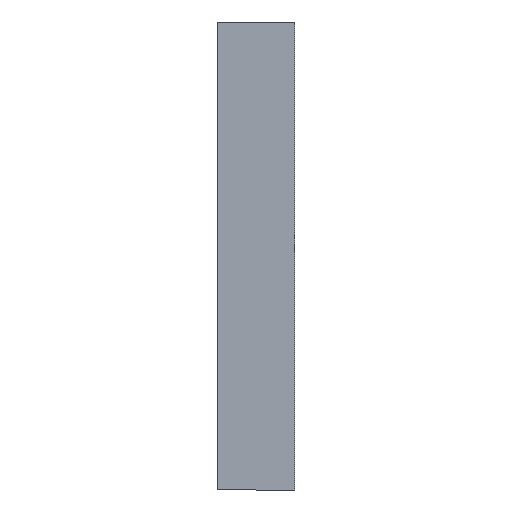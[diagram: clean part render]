
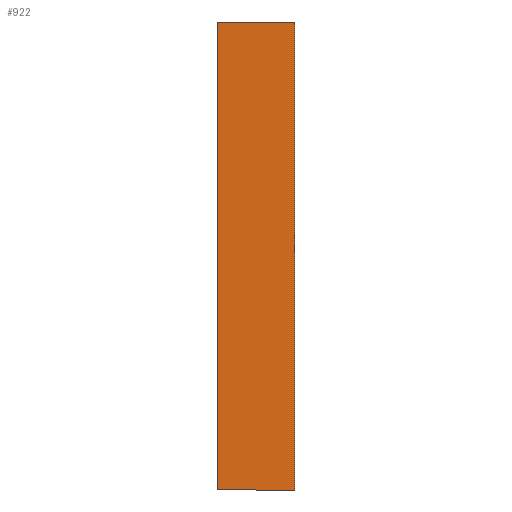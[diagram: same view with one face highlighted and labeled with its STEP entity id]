
A CAD part, left-side view. The second image highlights one B-rep face of the part: STEP entity #922.
In plain terms, the highlighted planar face has unit normal (-1, 0, 0).
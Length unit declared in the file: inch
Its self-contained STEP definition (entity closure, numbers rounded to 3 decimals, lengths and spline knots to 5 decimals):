
#34 = ORIENTED_EDGE ( 'NONE', *, *, #431, .T. ) ;
#73 = CARTESIAN_POINT ( 'NONE',  ( -0.855, 0.13, 0. ) ) ;
#162 = EDGE_CURVE ( 'NONE', #473, #1468, #780, .T. ) ;
#166 = CARTESIAN_POINT ( 'NONE',  ( -0.855, 0.13, 0.79 ) ) ;
#178 = AXIS2_PLACEMENT_3D ( 'NONE', #995, #1243, #1631 ) ;
#216 = EDGE_CURVE ( 'NONE', #1137, #659, #1599, .T. ) ;
#298 = VECTOR ( 'NONE', #1575, 39.37008 ) ;
#324 = VECTOR ( 'NONE', #1217, 39.37008 ) ;
#431 = EDGE_CURVE ( 'NONE', #1468, #659, #1099, .T. ) ;
#463 = CARTESIAN_POINT ( 'NONE',  ( -0.855, 0., 0.79 ) ) ;
#473 = VERTEX_POINT ( 'NONE', #829 ) ;
#556 = DIRECTION ( 'NONE',  ( 0., 1., 0. ) ) ;
#605 = DIRECTION ( 'NONE',  ( 0., 1., 0. ) ) ;
#609 = PLANE ( 'NONE',  #178 ) ;
#622 = ORIENTED_EDGE ( 'NONE', *, *, #162, .T. ) ;
#659 = VERTEX_POINT ( 'NONE', #166 ) ;
#705 = CARTESIAN_POINT ( 'NONE',  ( -0.855, 0.13, -0.08 ) ) ;
#780 = LINE ( 'NONE', #1176, #298 ) ;
#829 = CARTESIAN_POINT ( 'NONE',  ( -0.855, 0., 0. ) ) ;
#863 = FACE_OUTER_BOUND ( 'NONE', #1623, .T. ) ;
#922 = ADVANCED_FACE ( 'NONE', ( #863 ), #609, .F. ) ;
#974 = EDGE_CURVE ( 'NONE', #473, #1137, #1458, .T. ) ;
#995 = CARTESIAN_POINT ( 'NONE',  ( -0.855, 0.13, -0.08 ) ) ;
#1099 = LINE ( 'NONE', #1179, #1373 ) ;
#1137 = VERTEX_POINT ( 'NONE', #73 ) ;
#1176 = CARTESIAN_POINT ( 'NONE',  ( -0.855, 0., -0.08 ) ) ;
#1179 = CARTESIAN_POINT ( 'NONE',  ( -0.855, 0., 0.79 ) ) ;
#1217 = DIRECTION ( 'NONE',  ( 0., 0., 1. ) ) ;
#1223 = ORIENTED_EDGE ( 'NONE', *, *, #216, .F. ) ;
#1236 = CARTESIAN_POINT ( 'NONE',  ( -0.855, 0., 0. ) ) ;
#1243 = DIRECTION ( 'NONE',  ( 1., 0., 0. ) ) ;
#1373 = VECTOR ( 'NONE', #556, 39.37008 ) ;
#1458 = LINE ( 'NONE', #1236, #1649 ) ;
#1468 = VERTEX_POINT ( 'NONE', #463 ) ;
#1575 = DIRECTION ( 'NONE',  ( 0., 0., 1. ) ) ;
#1599 = LINE ( 'NONE', #705, #324 ) ;
#1623 = EDGE_LOOP ( 'NONE', ( #622, #34, #1223, #1657 ) ) ;
#1631 = DIRECTION ( 'NONE',  ( 0., 0., -1. ) ) ;
#1649 = VECTOR ( 'NONE', #605, 39.37008 ) ;
#1657 = ORIENTED_EDGE ( 'NONE', *, *, #974, .F. ) ;
